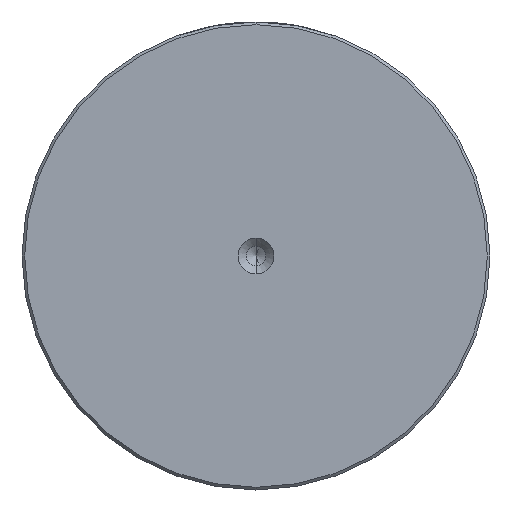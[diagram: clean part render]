
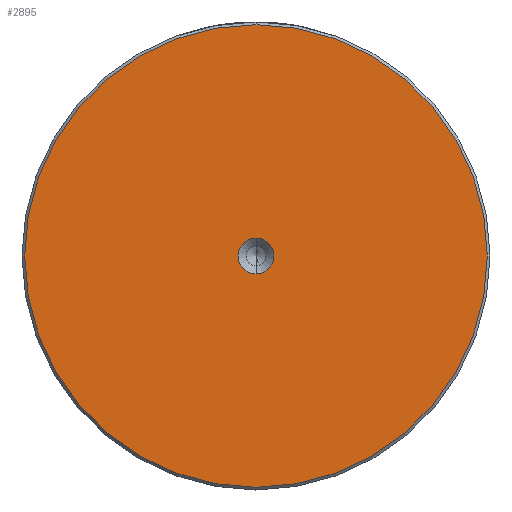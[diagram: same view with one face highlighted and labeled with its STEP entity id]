
A CAD part, left-side view. The second image highlights one B-rep face of the part: STEP entity #2895.
In plain terms, the highlighted planar face has unit normal (-1, 0, 0).
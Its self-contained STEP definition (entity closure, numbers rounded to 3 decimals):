
#211 = CIRCLE ( 'NONE', #1127, 42.5 ) ;
#304 = EDGE_CURVE ( 'NONE', #1591, #1146, #1678, .T. ) ;
#358 = DIRECTION ( 'NONE',  ( -1., 0., 0. ) ) ;
#517 = EDGE_CURVE ( 'NONE', #1397, #1157, #1581, .T. ) ;
#597 = ORIENTED_EDGE ( 'NONE', *, *, #2577, .F. ) ;
#708 = ORIENTED_EDGE ( 'NONE', *, *, #517, .F. ) ;
#841 = FACE_BOUND ( 'NONE', #2396, .T. ) ;
#929 = AXIS2_PLACEMENT_3D ( 'NONE', #2603, #1169, #2835 ) ;
#974 = ORIENTED_EDGE ( 'NONE', *, *, #304, .T. ) ;
#1054 = EDGE_LOOP ( 'NONE', ( #2797, #974 ) ) ;
#1127 = AXIS2_PLACEMENT_3D ( 'NONE', #1791, #358, #2021 ) ;
#1146 = VERTEX_POINT ( 'NONE', #1707 ) ;
#1157 = VERTEX_POINT ( 'NONE', #1718 ) ;
#1169 = DIRECTION ( 'NONE',  ( -1., 0., 0. ) ) ;
#1238 = DIRECTION ( 'NONE',  ( 0., 0., 1. ) ) ;
#1261 = DIRECTION ( 'NONE',  ( 0., 0., 1. ) ) ;
#1279 = DIRECTION ( 'NONE',  ( -1., 0., 0. ) ) ;
#1338 = CARTESIAN_POINT ( 'NONE',  ( 0., 0., 42.5 ) ) ;
#1387 = CARTESIAN_POINT ( 'NONE',  ( 0., 0., 0. ) ) ;
#1397 = VERTEX_POINT ( 'NONE', #2457 ) ;
#1398 = DIRECTION ( 'NONE',  ( 0., 0., 1. ) ) ;
#1416 = DIRECTION ( 'NONE',  ( -1., 0., 0. ) ) ;
#1489 = CARTESIAN_POINT ( 'NONE',  ( 0., 0., 0. ) ) ;
#1502 = PLANE ( 'NONE',  #2144 ) ;
#1525 = AXIS2_PLACEMENT_3D ( 'NONE', #1387, #1416, #1398 ) ;
#1581 = CIRCLE ( 'NONE', #1525, 3.3 ) ;
#1591 = VERTEX_POINT ( 'NONE', #1338 ) ;
#1678 = CIRCLE ( 'NONE', #2890, 42.5 ) ;
#1707 = CARTESIAN_POINT ( 'NONE',  ( 0., 0., -42.5 ) ) ;
#1718 = CARTESIAN_POINT ( 'NONE',  ( 0., 0., -3.3 ) ) ;
#1791 = CARTESIAN_POINT ( 'NONE',  ( 0., 0., 0. ) ) ;
#1866 = EDGE_CURVE ( 'NONE', #1146, #1591, #211, .T. ) ;
#2021 = DIRECTION ( 'NONE',  ( 0., 0., 1. ) ) ;
#2144 = AXIS2_PLACEMENT_3D ( 'NONE', #2213, #2686, #1261 ) ;
#2213 = CARTESIAN_POINT ( 'NONE',  ( 0., 0., 0. ) ) ;
#2396 = EDGE_LOOP ( 'NONE', ( #708, #597 ) ) ;
#2457 = CARTESIAN_POINT ( 'NONE',  ( 0., 0., 3.3 ) ) ;
#2577 = EDGE_CURVE ( 'NONE', #1157, #1397, #2836, .T. ) ;
#2603 = CARTESIAN_POINT ( 'NONE',  ( 0., 0., 0. ) ) ;
#2686 = DIRECTION ( 'NONE',  ( -1., 0., 0. ) ) ;
#2797 = ORIENTED_EDGE ( 'NONE', *, *, #1866, .T. ) ;
#2807 = FACE_OUTER_BOUND ( 'NONE', #1054, .T. ) ;
#2835 = DIRECTION ( 'NONE',  ( 0., 0., 1. ) ) ;
#2836 = CIRCLE ( 'NONE', #929, 3.3 ) ;
#2890 = AXIS2_PLACEMENT_3D ( 'NONE', #1489, #1279, #1238 ) ;
#2895 = ADVANCED_FACE ( 'NONE', ( #2807, #841 ), #1502, .T. ) ;
